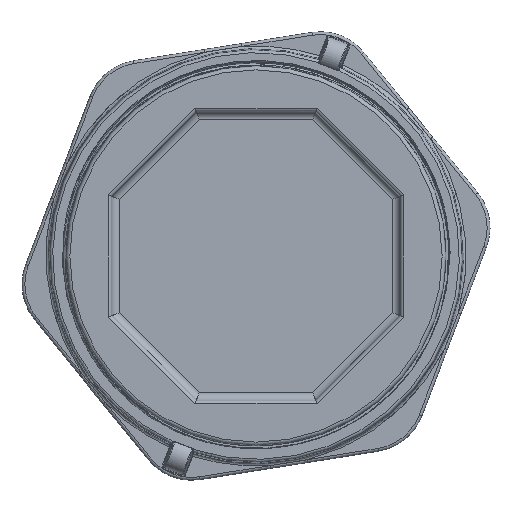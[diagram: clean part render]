
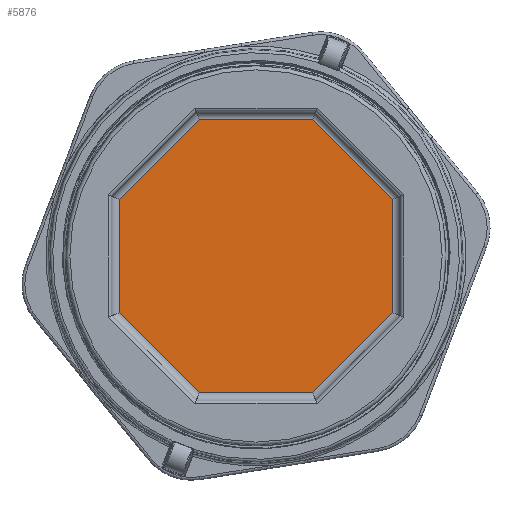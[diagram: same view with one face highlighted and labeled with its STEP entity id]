
A CAD part, front view. The second image highlights one B-rep face of the part: STEP entity #5876.
In plain terms, the highlighted planar face has unit normal (0, -1, 0).
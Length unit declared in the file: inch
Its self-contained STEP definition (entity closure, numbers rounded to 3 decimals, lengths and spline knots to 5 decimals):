
#62 = CARTESIAN_POINT ( 'NONE',  ( 0.60061, 0.39, -1.45 ) ) ;
#76 = CARTESIAN_POINT ( 'NONE',  ( 0.60061, 0.39, 1.45 ) ) ;
#401 = PLANE ( 'NONE',  #1324 ) ;
#852 = EDGE_CURVE ( 'NONE', #1519, #13915, #5676, .T. ) ;
#1222 = VERTEX_POINT ( 'NONE', #5004 ) ;
#1324 = AXIS2_PLACEMENT_3D ( 'NONE', #2746, #11050, #5120 ) ;
#1454 = CARTESIAN_POINT ( 'NONE',  ( -0.60061, 0.39, 1.45 ) ) ;
#1481 = EDGE_LOOP ( 'NONE', ( #1770, #9664, #2572, #9727, #8708, #14925, #10596, #11538 ) ) ;
#1514 = CARTESIAN_POINT ( 'NONE',  ( -0.60061, 0.39, -1.45 ) ) ;
#1519 = VERTEX_POINT ( 'NONE', #12137 ) ;
#1770 = ORIENTED_EDGE ( 'NONE', *, *, #12231, .F. ) ;
#1823 = EDGE_CURVE ( 'NONE', #3868, #1519, #2600, .T. ) ;
#1939 = LINE ( 'NONE', #15009, #4964 ) ;
#2124 = CARTESIAN_POINT ( 'NONE',  ( 1.45, 0.39, 0.60061 ) ) ;
#2368 = VECTOR ( 'NONE', #10270, 39.37008 ) ;
#2572 = ORIENTED_EDGE ( 'NONE', *, *, #1823, .F. ) ;
#2600 = LINE ( 'NONE', #76, #8992 ) ;
#2746 = CARTESIAN_POINT ( 'NONE',  ( 0., 0.39, 0. ) ) ;
#3284 = DIRECTION ( 'NONE',  ( 0., 0., -1. ) ) ;
#3660 = VERTEX_POINT ( 'NONE', #1514 ) ;
#3868 = VERTEX_POINT ( 'NONE', #15016 ) ;
#4737 = VECTOR ( 'NONE', #5826, 39.37008 ) ;
#4964 = VECTOR ( 'NONE', #9051, 39.37008 ) ;
#5004 = CARTESIAN_POINT ( 'NONE',  ( -1.45, 0.39, 0.60061 ) ) ;
#5103 = EDGE_CURVE ( 'NONE', #3660, #13554, #1939, .T. ) ;
#5120 = DIRECTION ( 'NONE',  ( 0., 0., 1. ) ) ;
#5676 = LINE ( 'NONE', #2124, #10949 ) ;
#5826 = DIRECTION ( 'NONE',  ( 1., 0., 0. ) ) ;
#5876 = ADVANCED_FACE ( 'NONE', ( #6446 ), #401, .T. ) ;
#6232 = VECTOR ( 'NONE', #15207, 39.37008 ) ;
#6446 = FACE_OUTER_BOUND ( 'NONE', #1481, .T. ) ;
#6486 = CARTESIAN_POINT ( 'NONE',  ( -1.45, 0.39, -0.60061 ) ) ;
#7013 = CARTESIAN_POINT ( 'NONE',  ( 0.60061, 0.39, -1.45 ) ) ;
#7466 = VECTOR ( 'NONE', #13113, 39.37008 ) ;
#8188 = EDGE_CURVE ( 'NONE', #1222, #8921, #12865, .T. ) ;
#8708 = ORIENTED_EDGE ( 'NONE', *, *, #8188, .F. ) ;
#8921 = VERTEX_POINT ( 'NONE', #1454 ) ;
#8992 = VECTOR ( 'NONE', #10782, 39.37008 ) ;
#9051 = DIRECTION ( 'NONE',  ( -0.707, 0., 0.707 ) ) ;
#9158 = EDGE_CURVE ( 'NONE', #13554, #1222, #13452, .T. ) ;
#9618 = LINE ( 'NONE', #62, #15409 ) ;
#9664 = ORIENTED_EDGE ( 'NONE', *, *, #852, .F. ) ;
#9727 = ORIENTED_EDGE ( 'NONE', *, *, #14687, .F. ) ;
#10270 = DIRECTION ( 'NONE',  ( 0., 0., 1. ) ) ;
#10596 = ORIENTED_EDGE ( 'NONE', *, *, #5103, .F. ) ;
#10782 = DIRECTION ( 'NONE',  ( 0.707, 0., -0.707 ) ) ;
#10949 = VECTOR ( 'NONE', #3284, 39.37008 ) ;
#11050 = DIRECTION ( 'NONE',  ( 0., -1., 0. ) ) ;
#11503 = CARTESIAN_POINT ( 'NONE',  ( 1.45, 0.39, -0.60061 ) ) ;
#11538 = ORIENTED_EDGE ( 'NONE', *, *, #14808, .F. ) ;
#12109 = DIRECTION ( 'NONE',  ( -1., 0., 0. ) ) ;
#12137 = CARTESIAN_POINT ( 'NONE',  ( 1.45, 0.39, 0.60061 ) ) ;
#12231 = EDGE_CURVE ( 'NONE', #13915, #13337, #15010, .T. ) ;
#12262 = CARTESIAN_POINT ( 'NONE',  ( 1.45, 0.39, -0.60061 ) ) ;
#12597 = LINE ( 'NONE', #14305, #4737 ) ;
#12865 = LINE ( 'NONE', #15526, #7466 ) ;
#13113 = DIRECTION ( 'NONE',  ( 0.707, 0., 0.707 ) ) ;
#13337 = VERTEX_POINT ( 'NONE', #7013 ) ;
#13452 = LINE ( 'NONE', #6486, #2368 ) ;
#13554 = VERTEX_POINT ( 'NONE', #14463 ) ;
#13915 = VERTEX_POINT ( 'NONE', #12262 ) ;
#14305 = CARTESIAN_POINT ( 'NONE',  ( -0.60061, 0.39, 1.45 ) ) ;
#14463 = CARTESIAN_POINT ( 'NONE',  ( -1.45, 0.39, -0.60061 ) ) ;
#14687 = EDGE_CURVE ( 'NONE', #8921, #3868, #12597, .T. ) ;
#14808 = EDGE_CURVE ( 'NONE', #13337, #3660, #9618, .T. ) ;
#14925 = ORIENTED_EDGE ( 'NONE', *, *, #9158, .F. ) ;
#15009 = CARTESIAN_POINT ( 'NONE',  ( -0.60061, 0.39, -1.45 ) ) ;
#15010 = LINE ( 'NONE', #11503, #6232 ) ;
#15016 = CARTESIAN_POINT ( 'NONE',  ( 0.60061, 0.39, 1.45 ) ) ;
#15207 = DIRECTION ( 'NONE',  ( -0.707, 0., -0.707 ) ) ;
#15409 = VECTOR ( 'NONE', #12109, 39.37008 ) ;
#15526 = CARTESIAN_POINT ( 'NONE',  ( -1.45, 0.39, 0.60061 ) ) ;
